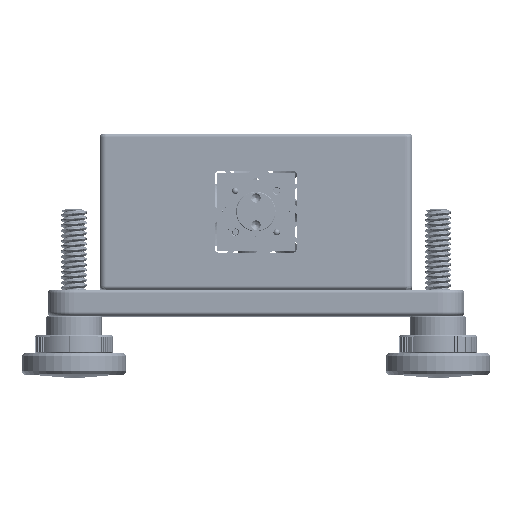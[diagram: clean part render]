
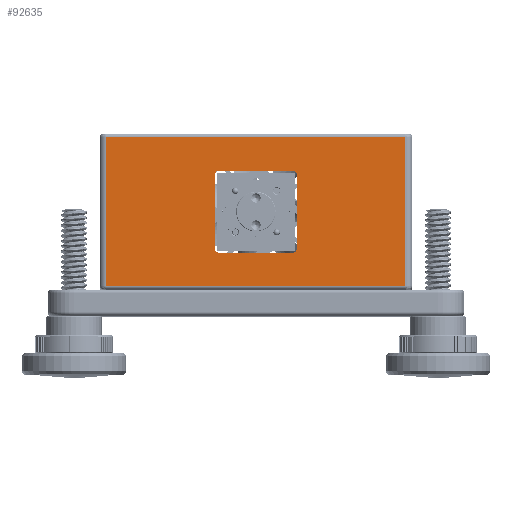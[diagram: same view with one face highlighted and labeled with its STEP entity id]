
A CAD part, top view. The second image highlights one B-rep face of the part: STEP entity #92635.
In plain terms, the highlighted planar face has unit normal (0, 0, 1).
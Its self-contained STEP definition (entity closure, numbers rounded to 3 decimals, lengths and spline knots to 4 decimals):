
#1019=FACE_BOUND('',#28387,.T.);
#8427=LINE('',#195589,#15604);
#8431=LINE('',#195601,#15608);
#8435=LINE('',#195613,#15612);
#8439=LINE('',#195625,#15616);
#8460=LINE('',#195711,#15637);
#8468=LINE('',#195768,#15645);
#8469=LINE('',#195772,#15646);
#8470=LINE('',#195773,#15647);
#15604=VECTOR('',#113983,0.3937);
#15608=VECTOR('',#113995,0.3937);
#15612=VECTOR('',#114007,0.3937);
#15616=VECTOR('',#114019,0.3937);
#15637=VECTOR('',#114120,0.3937);
#15645=VECTOR('',#114158,0.3937);
#15646=VECTOR('',#114163,0.3937);
#15647=VECTOR('',#114164,0.3937);
#23025=FACE_OUTER_BOUND('',#28386,.T.);
#28386=EDGE_LOOP('',(#69646,#69647,#69648,#69649));
#28387=EDGE_LOOP('',(#69650,#69651,#69652,#69653,#69654,#69655,#69656,#69657));
#32747=CIRCLE('',#99101,0.0313);
#32749=CIRCLE('',#99105,0.0312);
#32751=CIRCLE('',#99109,0.0313);
#32753=CIRCLE('',#99113,0.0313);
#38500=VERTEX_POINT('',#195586);
#38501=VERTEX_POINT('',#195588);
#38503=VERTEX_POINT('',#195594);
#38505=VERTEX_POINT('',#195600);
#38507=VERTEX_POINT('',#195606);
#38509=VERTEX_POINT('',#195612);
#38511=VERTEX_POINT('',#195618);
#38513=VERTEX_POINT('',#195624);
#38526=VERTEX_POINT('',#195700);
#38528=VERTEX_POINT('',#195707);
#38536=VERTEX_POINT('',#195767);
#38537=VERTEX_POINT('',#195771);
#49471=EDGE_CURVE('',#38501,#38500,#8427,.T.);
#49474=EDGE_CURVE('',#38503,#38501,#32747,.T.);
#49477=EDGE_CURVE('',#38505,#38503,#8431,.T.);
#49480=EDGE_CURVE('',#38507,#38505,#32749,.T.);
#49483=EDGE_CURVE('',#38509,#38507,#8435,.T.);
#49486=EDGE_CURVE('',#38511,#38509,#32751,.T.);
#49489=EDGE_CURVE('',#38513,#38511,#8439,.T.);
#49492=EDGE_CURVE('',#38500,#38513,#32753,.T.);
#49524=EDGE_CURVE('',#38526,#38528,#8460,.T.);
#49542=EDGE_CURVE('',#38528,#38536,#8468,.T.);
#49544=EDGE_CURVE('',#38526,#38537,#8469,.T.);
#49545=EDGE_CURVE('',#38536,#38537,#8470,.T.);
#69646=ORIENTED_EDGE('',*,*,#49524,.F.);
#69647=ORIENTED_EDGE('',*,*,#49544,.T.);
#69648=ORIENTED_EDGE('',*,*,#49545,.F.);
#69649=ORIENTED_EDGE('',*,*,#49542,.F.);
#69650=ORIENTED_EDGE('',*,*,#49471,.T.);
#69651=ORIENTED_EDGE('',*,*,#49492,.T.);
#69652=ORIENTED_EDGE('',*,*,#49489,.T.);
#69653=ORIENTED_EDGE('',*,*,#49486,.T.);
#69654=ORIENTED_EDGE('',*,*,#49483,.T.);
#69655=ORIENTED_EDGE('',*,*,#49480,.T.);
#69656=ORIENTED_EDGE('',*,*,#49477,.T.);
#69657=ORIENTED_EDGE('',*,*,#49474,.T.);
#83528=PLANE('',#99167);
#92635=ADVANCED_FACE('',(#23025,#1019),#83528,.T.);
#99101=AXIS2_PLACEMENT_3D('',#195595,#113989,#113990);
#99105=AXIS2_PLACEMENT_3D('',#195607,#114001,#114002);
#99109=AXIS2_PLACEMENT_3D('',#195619,#114013,#114014);
#99113=AXIS2_PLACEMENT_3D('',#195629,#114025,#114026);
#99167=AXIS2_PLACEMENT_3D('',#195770,#114161,#114162);
#113983=DIRECTION('',(0.,1.,0.));
#113989=DIRECTION('center_axis',(0.,0.,-1.));
#113990=DIRECTION('ref_axis',(-1.,0.,0.));
#113995=DIRECTION('',(-1.,0.,0.));
#114001=DIRECTION('center_axis',(0.,0.,-1.));
#114002=DIRECTION('ref_axis',(0.,-1.,0.));
#114007=DIRECTION('',(0.,-1.,0.));
#114013=DIRECTION('center_axis',(0.,0.,-1.));
#114014=DIRECTION('ref_axis',(1.,0.,0.));
#114019=DIRECTION('',(1.,0.,0.));
#114025=DIRECTION('center_axis',(0.,0.,-1.));
#114026=DIRECTION('ref_axis',(0.,1.,0.));
#114120=DIRECTION('',(-1.,0.,0.));
#114158=DIRECTION('',(0.,1.,0.));
#114161=DIRECTION('center_axis',(0.,0.,1.));
#114162=DIRECTION('ref_axis',(1.,0.,0.));
#114163=DIRECTION('',(0.,1.,0.));
#114164=DIRECTION('',(1.,0.,0.));
#195586=CARTESIAN_POINT('',(-0.7342,0.6072,4.25));
#195588=CARTESIAN_POINT('',(-0.7342,-0.1153,4.25));
#195589=CARTESIAN_POINT('',(-0.7342,-0.3097,4.25));
#195594=CARTESIAN_POINT('',(-0.7029,-0.1466,4.25));
#195595=CARTESIAN_POINT('Origin',(-0.7029,-0.1153,
4.25));
#195600=CARTESIAN_POINT('',(0.0196,-0.1466,4.25));
#195601=CARTESIAN_POINT('',(-0.8798,-0.1466,4.25));
#195606=CARTESIAN_POINT('',(0.0508,-0.1153,4.25));
#195607=CARTESIAN_POINT('Origin',(0.0196,-0.1153,
4.25));
#195612=CARTESIAN_POINT('',(0.0508,0.6072,4.25));
#195613=CARTESIAN_POINT('',(0.0508,0.0515,4.25));
#195618=CARTESIAN_POINT('',(0.0196,0.6384,4.25));
#195619=CARTESIAN_POINT('Origin',(0.0196,0.6072,4.25));
#195624=CARTESIAN_POINT('',(-0.7029,0.6384,4.25));
#195625=CARTESIAN_POINT('',(-1.2411,0.6384,4.25));
#195629=CARTESIAN_POINT('Origin',(-0.7029,0.6072,4.25));
#195700=CARTESIAN_POINT('',(1.0958,-0.4728,4.25));
#195707=CARTESIAN_POINT('',(-1.7792,-0.4728,4.25));
#195711=CARTESIAN_POINT('',(-1.0604,-0.4728,4.25));
#195767=CARTESIAN_POINT('',(-1.7792,0.9647,4.25));
#195768=CARTESIAN_POINT('',(-1.7792,-0.5041,4.25));
#195770=CARTESIAN_POINT('Origin',(-1.7792,-0.5041,
4.25));
#195771=CARTESIAN_POINT('',(1.0958,0.9647,4.25));
#195772=CARTESIAN_POINT('',(1.0958,-0.5041,4.25));
#195773=CARTESIAN_POINT('',(-1.0604,0.9647,4.25));
